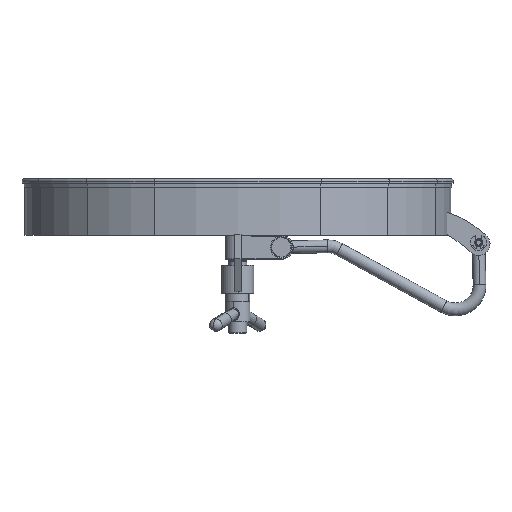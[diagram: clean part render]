
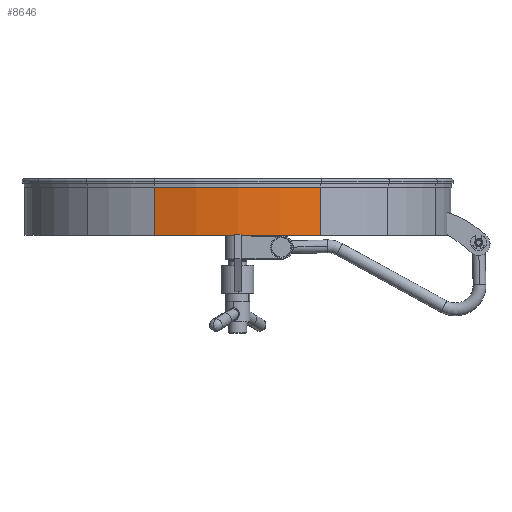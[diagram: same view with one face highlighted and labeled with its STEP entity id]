
A CAD part, front view. The second image highlights one B-rep face of the part: STEP entity #8646.
In plain terms, the highlighted cylindrical face has radius 326.265 mm (diameter 652.529 mm), a partial arc.
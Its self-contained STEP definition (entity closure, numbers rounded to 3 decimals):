
#8632 = ORIENTED_EDGE ( 'NONE', *, *, #8643, .F. ) ;
#8641 = ORIENTED_EDGE ( 'NONE', *, *, #8655, .T. ) ;
#8642 = ORIENTED_EDGE ( 'NONE', *, *, #8671, .F. ) ;
#8643 = EDGE_CURVE ( 'NONE', #8672, #8786, #24727, .T. ) ;
#8646 = ADVANCED_FACE ( 'NONE', ( #24786 ), #24783, .T. ) ;
#8647 = EDGE_LOOP ( 'NONE', ( #8649, #8632, #8642, #8641 ) ) ;
#8649 = ORIENTED_EDGE ( 'NONE', *, *, #9132, .T. ) ;
#8652 = VERTEX_POINT ( 'NONE', #24778 ) ;
#8655 = EDGE_CURVE ( 'NONE', #8652, #9131, #24777, .T. ) ;
#8671 = EDGE_CURVE ( 'NONE', #8652, #8672, #24814, .T. ) ;
#8672 = VERTEX_POINT ( 'NONE', #24809 ) ;
#8786 = VERTEX_POINT ( 'NONE', #25032 ) ;
#9131 = VERTEX_POINT ( 'NONE', #25599 ) ;
#9132 = EDGE_CURVE ( 'NONE', #9131, #8786, #25598, .T. ) ;
#24724 = DIRECTION ( 'NONE',  ( 0., 0., -1. ) ) ;
#24725 = VECTOR ( 'NONE', #24724, 1000. ) ;
#24726 = CARTESIAN_POINT ( 'NONE',  ( 617.531, 397.855, 60. ) ) ;
#24727 = LINE ( 'NONE', #24726, #24725 ) ;
#24774 = DIRECTION ( 'NONE',  ( 0., 0., -1. ) ) ;
#24775 = VECTOR ( 'NONE', #24774, 1000. ) ;
#24776 = CARTESIAN_POINT ( 'NONE',  ( 411.371, 397.855, 60. ) ) ;
#24777 = LINE ( 'NONE', #24776, #24775 ) ;
#24778 = CARTESIAN_POINT ( 'NONE',  ( 411.371, 397.855, 60. ) ) ;
#24780 = DIRECTION ( 'NONE',  ( -1., 0., 0. ) ) ;
#24781 = DIRECTION ( 'NONE',  ( 0., 0., -1. ) ) ;
#24782 = AXIS2_PLACEMENT_3D ( 'NONE', #24785, #24781, #24780 ) ;
#24783 = CYLINDRICAL_SURFACE ( 'NONE', #24782, 326.265 ) ;
#24785 = CARTESIAN_POINT ( 'NONE',  ( 514.451, 707.409, 60. ) ) ;
#24786 = FACE_OUTER_BOUND ( 'NONE', #8647, .T. ) ;
#24809 = CARTESIAN_POINT ( 'NONE',  ( 617.531, 397.855, 60. ) ) ;
#24810 = DIRECTION ( 'NONE',  ( 1., 0., 0. ) ) ;
#24811 = DIRECTION ( 'NONE',  ( 0., 0., 1. ) ) ;
#24812 = CARTESIAN_POINT ( 'NONE',  ( 514.451, 707.409, 60. ) ) ;
#24813 = AXIS2_PLACEMENT_3D ( 'NONE', #24812, #24811, #24810 ) ;
#24814 = CIRCLE ( 'NONE', #24813, 326.265 ) ;
#25032 = CARTESIAN_POINT ( 'NONE',  ( 617.531, 397.855, 0. ) ) ;
#25594 = DIRECTION ( 'NONE',  ( -1., 0., 0. ) ) ;
#25595 = DIRECTION ( 'NONE',  ( 0., 0., 1. ) ) ;
#25596 = CARTESIAN_POINT ( 'NONE',  ( 514.451, 707.409, 0. ) ) ;
#25597 = AXIS2_PLACEMENT_3D ( 'NONE', #25596, #25595, #25594 ) ;
#25598 = CIRCLE ( 'NONE', #25597, 326.265 ) ;
#25599 = CARTESIAN_POINT ( 'NONE',  ( 411.371, 397.855, 0. ) ) ;
